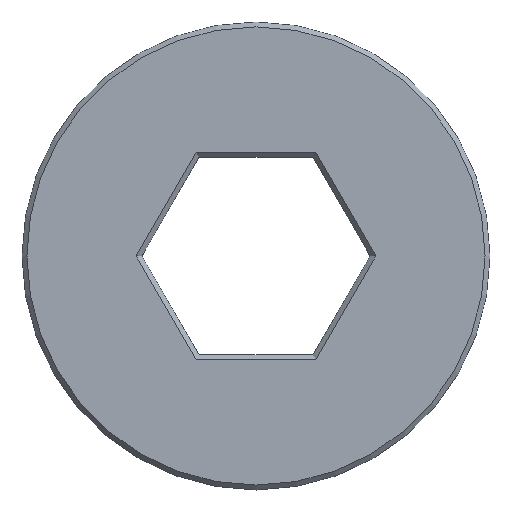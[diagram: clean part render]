
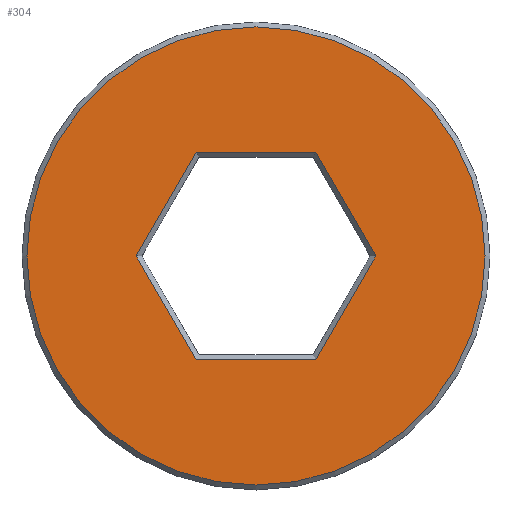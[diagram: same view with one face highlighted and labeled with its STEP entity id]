
A CAD part, top view. The second image highlights one B-rep face of the part: STEP entity #304.
In plain terms, the highlighted planar face has unit normal (0, 0, 1).
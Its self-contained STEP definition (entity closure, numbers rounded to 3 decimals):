
#17=FACE_BOUND('',#55,.T.);
#20=PLANE('',#345);
#36=FACE_OUTER_BOUND('',#54,.T.);
#54=EDGE_LOOP('',(#223));
#55=EDGE_LOOP('',(#224,#225,#226,#227,#228,#229));
#75=LINE('',#469,#108);
#76=LINE('',#471,#109);
#77=LINE('',#473,#110);
#78=LINE('',#475,#111);
#79=LINE('',#477,#112);
#80=LINE('',#478,#113);
#108=VECTOR('',#381,10.);
#109=VECTOR('',#382,10.);
#110=VECTOR('',#383,10.);
#111=VECTOR('',#384,10.);
#112=VECTOR('',#385,10.);
#113=VECTOR('',#386,10.);
#140=CIRCLE('',#342,23.35);
#149=VERTEX_POINT('',#459);
#152=VERTEX_POINT('',#467);
#153=VERTEX_POINT('',#468);
#154=VERTEX_POINT('',#470);
#155=VERTEX_POINT('',#472);
#156=VERTEX_POINT('',#474);
#157=VERTEX_POINT('',#476);
#176=EDGE_CURVE('',#149,#149,#140,.T.);
#180=EDGE_CURVE('',#152,#153,#75,.T.);
#181=EDGE_CURVE('',#154,#152,#76,.T.);
#182=EDGE_CURVE('',#155,#154,#77,.T.);
#183=EDGE_CURVE('',#156,#155,#78,.T.);
#184=EDGE_CURVE('',#157,#156,#79,.T.);
#185=EDGE_CURVE('',#153,#157,#80,.T.);
#223=ORIENTED_EDGE('',*,*,#176,.F.);
#224=ORIENTED_EDGE('',*,*,#180,.F.);
#225=ORIENTED_EDGE('',*,*,#181,.F.);
#226=ORIENTED_EDGE('',*,*,#182,.F.);
#227=ORIENTED_EDGE('',*,*,#183,.F.);
#228=ORIENTED_EDGE('',*,*,#184,.F.);
#229=ORIENTED_EDGE('',*,*,#185,.F.);
#304=ADVANCED_FACE('',(#36,#17),#20,.T.);
#342=AXIS2_PLACEMENT_3D('',#460,#372,#373);
#345=AXIS2_PLACEMENT_3D('',#466,#379,#380);
#372=DIRECTION('center_axis',(0.,0.,-1.));
#373=DIRECTION('ref_axis',(-1.,0.,0.));
#379=DIRECTION('center_axis',(0.,0.,1.));
#380=DIRECTION('ref_axis',(1.,0.,0.));
#381=DIRECTION('',(-1.,0.,0.));
#382=DIRECTION('',(-0.5,0.866,0.));
#383=DIRECTION('',(0.5,0.866,0.));
#384=DIRECTION('',(1.,0.,0.));
#385=DIRECTION('',(0.5,-0.866,0.));
#386=DIRECTION('',(-0.5,-0.866,0.));
#459=CARTESIAN_POINT('',(23.35,0.,5.15));
#460=CARTESIAN_POINT('Origin',(0.,0.,5.15));
#466=CARTESIAN_POINT('Origin',(0.,0.,5.15));
#467=CARTESIAN_POINT('',(6.105,10.575,5.15));
#468=CARTESIAN_POINT('',(-6.105,10.575,5.15));
#469=CARTESIAN_POINT('',(-2.908,10.575,5.15));
#470=CARTESIAN_POINT('',(12.211,0.,5.15));
#471=CARTESIAN_POINT('',(7.704,7.806,5.15));
#472=CARTESIAN_POINT('',(6.105,-10.575,5.15));
#473=CARTESIAN_POINT('',(10.612,-2.769,5.15));
#474=CARTESIAN_POINT('',(-6.105,-10.575,5.15));
#475=CARTESIAN_POINT('',(2.908,-10.575,5.15));
#476=CARTESIAN_POINT('',(-12.211,0.,5.15));
#477=CARTESIAN_POINT('',(-7.704,-7.806,5.15));
#478=CARTESIAN_POINT('',(-10.612,2.769,5.15));
